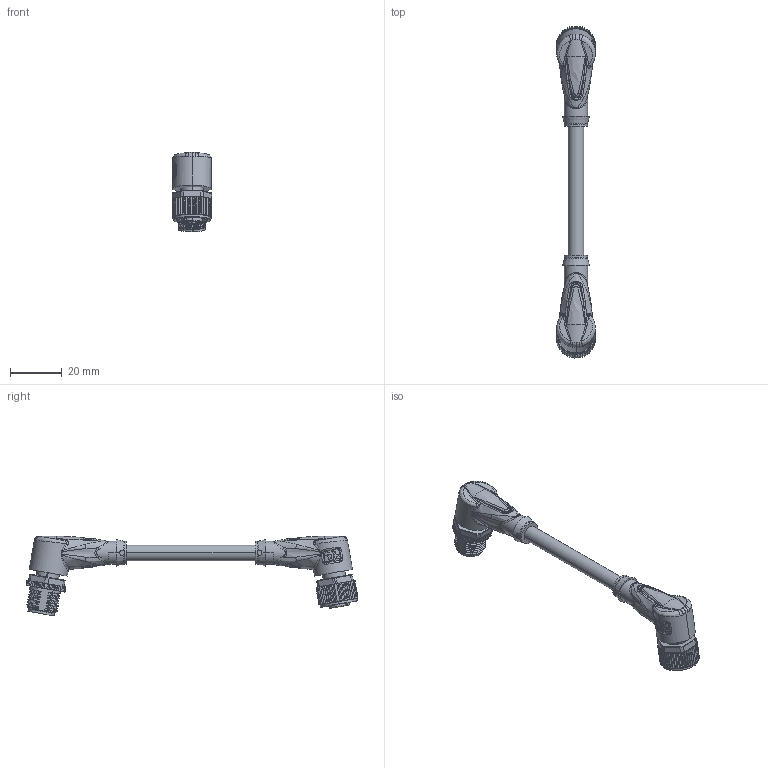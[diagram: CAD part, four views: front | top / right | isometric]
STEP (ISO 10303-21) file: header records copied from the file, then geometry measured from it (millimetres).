
FILE_DESCRIPTION(('STEP AP214'),'1');
FILE_NAME('cctmp_DA2F3F5C-2E3B-436D-AD7A-6E620D535F46_2022_04_27_10_51_23_0864..stp','2022-04-27T08:51:30',('KiM GmbH'),('CADClick - www.CADClick.com'),'Spatial InterOp 3D postprocessed',' ','unknown authorization');
FILE_SCHEMA(('AUTOMOTIVE_DESIGN'));
Length unit declared in the file: millimetre
Products named in the file (9): Connection2; Connection2_2; Connection2_1; T197309_1; Cable; Connection1; Connection1_2; Connection1_1; T197309
Assembly tree (8 placements, depth 4):
  T197309
    T197309_1
      Connection2
        Connection2_2
        Connection2_1
      Cable
      Connection1
        Connection1_2
        Connection1_1
Bounding box: 15.4 x 128.84 x 30.94 mm (x, y, z)
Volume: 13243.1 mm3; surface area: 9497.4 mm2
Topology: 7 solids, 31 shells, 2254 faces, 5852 edges, 3696 vertices
Faces by surface type: plane 975, cylinder 504, bspline 326, torus 304, cone 131, sphere 10, extrusion 4
Entity records: 108533 total; most frequent: CARTESIAN_POINT 48978, ORIENTED_EDGE 11628, DIRECTION 10049, EDGE_CURVE 5836, VERTEX_POINT 3696, AXIS2_PLACEMENT_3D 3589, VECTOR 2871, LINE 2867
